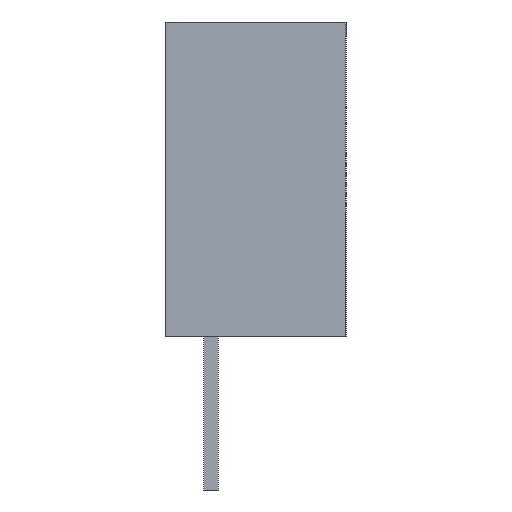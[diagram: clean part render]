
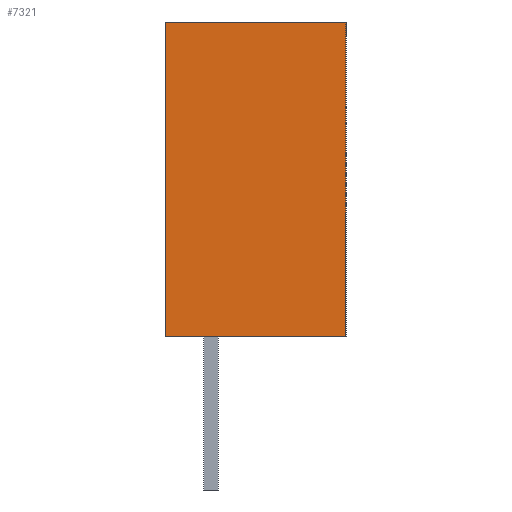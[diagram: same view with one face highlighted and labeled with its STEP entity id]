
A CAD part, left-side view. The second image highlights one B-rep face of the part: STEP entity #7321.
In plain terms, the highlighted planar face has unit normal (-1, 0, 0).
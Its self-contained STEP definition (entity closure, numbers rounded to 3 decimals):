
#1302 = VERTEX_POINT('',#1303);
#1303 = CARTESIAN_POINT('',(-40.894,8.89,2.54));
#1309 = EDGE_CURVE('',#1302,#1310,#1312,.T.);
#1310 = VERTEX_POINT('',#1311);
#1311 = CARTESIAN_POINT('',(-40.894,0.,2.54));
#1312 = LINE('',#1313,#1314);
#1313 = CARTESIAN_POINT('',(-40.894,8.89,2.54));
#1314 = VECTOR('',#1315,1.);
#1315 = DIRECTION('',(0.,-1.,0.));
#1350 = VERTEX_POINT('',#1351);
#1351 = CARTESIAN_POINT('',(-40.894,0.,-2.54));
#1357 = EDGE_CURVE('',#1358,#1350,#1360,.T.);
#1358 = VERTEX_POINT('',#1359);
#1359 = CARTESIAN_POINT('',(-40.894,8.89,-2.54));
#1360 = LINE('',#1361,#1362);
#1361 = CARTESIAN_POINT('',(-40.894,8.89,-2.54));
#1362 = VECTOR('',#1363,1.);
#1363 = DIRECTION('',(0.,-1.,0.));
#1474 = EDGE_CURVE('',#1350,#1310,#1475,.T.);
#1475 = LINE('',#1476,#1477);
#1476 = CARTESIAN_POINT('',(-40.894,0.,-2.54));
#1477 = VECTOR('',#1478,1.);
#1478 = DIRECTION('',(0.,0.,1.));
#6199 = EDGE_CURVE('',#1358,#1302,#6200,.T.);
#6200 = LINE('',#6201,#6202);
#6201 = CARTESIAN_POINT('',(-40.894,8.89,-2.54));
#6202 = VECTOR('',#6203,1.);
#6203 = DIRECTION('',(0.,0.,1.));
#7321 = ADVANCED_FACE('',(#7322),#7328,.F.);
#7322 = FACE_BOUND('',#7323,.T.);
#7323 = EDGE_LOOP('',(#7324,#7325,#7326,#7327));
#7324 = ORIENTED_EDGE('',*,*,#1474,.T.);
#7325 = ORIENTED_EDGE('',*,*,#1309,.F.);
#7326 = ORIENTED_EDGE('',*,*,#6199,.F.);
#7327 = ORIENTED_EDGE('',*,*,#1357,.T.);
#7328 = PLANE('',#7329);
#7329 = AXIS2_PLACEMENT_3D('',#7330,#7331,#7332);
#7330 = CARTESIAN_POINT('',(-40.894,8.89,-2.54));
#7331 = DIRECTION('',(1.,0.,0.));
#7332 = DIRECTION('',(0.,0.,-1.));
